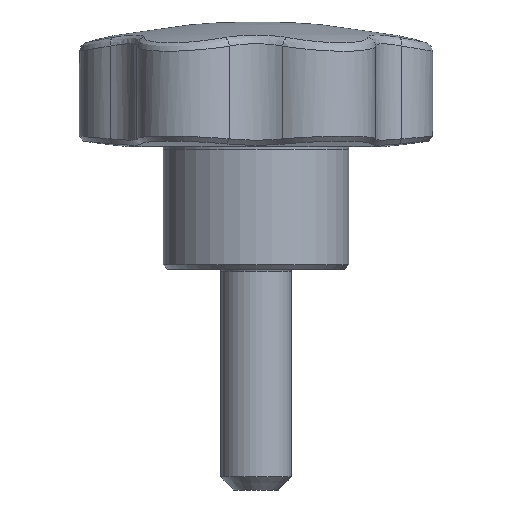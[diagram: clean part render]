
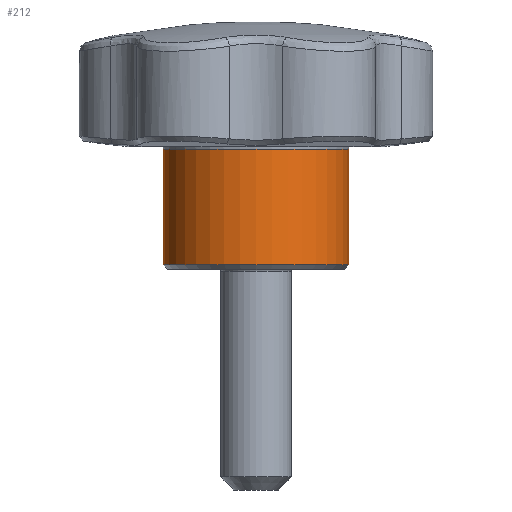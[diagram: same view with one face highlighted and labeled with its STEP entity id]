
A CAD part, front view. The second image highlights one B-rep face of the part: STEP entity #212.
In plain terms, the highlighted cylindrical face has radius 10.5 mm (diameter 21 mm), a full revolution.
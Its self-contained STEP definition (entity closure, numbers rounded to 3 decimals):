
#212 = ADVANCED_FACE( '', ( #462, #463 ), #464, .T. );
#462 = FACE_OUTER_BOUND( '', #2131, .T. );
#463 = FACE_OUTER_BOUND( '', #2132, .T. );
#464 = CYLINDRICAL_SURFACE( '', #2133, 10.5 );
#2131 = EDGE_LOOP( '', ( #3832 ) );
#2132 = EDGE_LOOP( '', ( #3833 ) );
#2133 = AXIS2_PLACEMENT_3D( '', #3834, #3835, #3836 );
#3832 = ORIENTED_EDGE( '', *, *, #4280, .T. );
#3833 = ORIENTED_EDGE( '', *, *, #4320, .F. );
#3834 = CARTESIAN_POINT( '', ( 0., 0., 28. ) );
#3835 = DIRECTION( '', ( 0., 0., -1. ) );
#3836 = DIRECTION( '', ( 1., 0., 0. ) );
#4280 = EDGE_CURVE( '', #4660, #4660, #4661, .T. );
#4320 = EDGE_CURVE( '', #4708, #4708, #4709, .T. );
#4660 = VERTEX_POINT( '', #6630 );
#4661 = CIRCLE( '', #6631, 10.5 );
#4708 = VERTEX_POINT( '', #7161 );
#4709 = CIRCLE( '', #7162, 10.5 );
#6630 = CARTESIAN_POINT( '', ( 10.5, 0., 0.137 ) );
#6631 = AXIS2_PLACEMENT_3D( '', #7578, #7579, #7580 );
#7161 = CARTESIAN_POINT( '', ( 10.5, 0., 13.239 ) );
#7162 = AXIS2_PLACEMENT_3D( '', #7620, #7621, #7622 );
#7578 = CARTESIAN_POINT( '', ( 0., 0., 0.137 ) );
#7579 = DIRECTION( '', ( 0., 0., 1. ) );
#7580 = DIRECTION( '', ( 1., 0., 0. ) );
#7620 = CARTESIAN_POINT( '', ( 0., 0., 13.239 ) );
#7621 = DIRECTION( '', ( 0., 0., 1. ) );
#7622 = DIRECTION( '', ( 1., 0., 0. ) );
